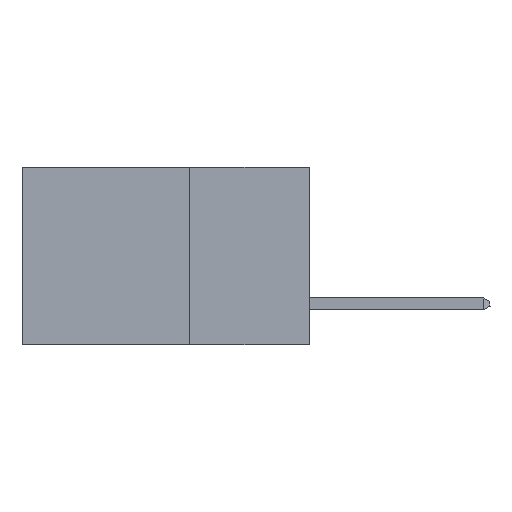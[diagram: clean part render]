
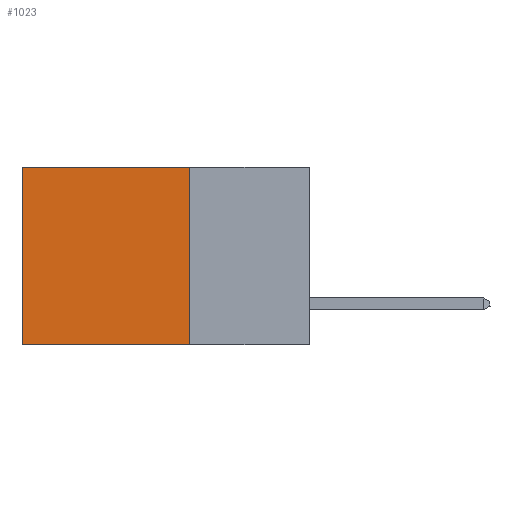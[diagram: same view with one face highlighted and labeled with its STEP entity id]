
A CAD part, left-side view. The second image highlights one B-rep face of the part: STEP entity #1023.
In plain terms, the highlighted planar face has unit normal (-1, 0, 0).
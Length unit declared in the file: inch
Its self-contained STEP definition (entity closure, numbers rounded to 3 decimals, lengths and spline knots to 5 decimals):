
#209 = AXIS2_PLACEMENT_3D ( 'NONE', #21223, #3555, #17763 ) ;
#566 = VECTOR ( 'NONE', #3430, 39.37008 ) ;
#1023 = ADVANCED_FACE ( 'NONE', ( #18732 ), #14203, .F. ) ;
#1347 = CARTESIAN_POINT ( 'NONE',  ( 0.2875, 0.25, 0. ) ) ;
#1354 = ORIENTED_EDGE ( 'NONE', *, *, #14191, .F. ) ;
#2402 = VERTEX_POINT ( 'NONE', #20212 ) ;
#2563 = LINE ( 'NONE', #7036, #14726 ) ;
#3430 = DIRECTION ( 'NONE',  ( 0., 1., 0. ) ) ;
#3555 = DIRECTION ( 'NONE',  ( 1., 0., 0. ) ) ;
#5593 = VERTEX_POINT ( 'NONE', #9540 ) ;
#5646 = VERTEX_POINT ( 'NONE', #22211 ) ;
#7036 = CARTESIAN_POINT ( 'NONE',  ( 0.2875, 0.6, 0. ) ) ;
#7051 = CARTESIAN_POINT ( 'NONE',  ( 0.2875, 0.25, 0. ) ) ;
#7431 = DIRECTION ( 'NONE',  ( 0., 0., -1. ) ) ;
#7961 = LINE ( 'NONE', #13994, #566 ) ;
#8406 = DIRECTION ( 'NONE',  ( 0., 1., 0. ) ) ;
#8707 = VERTEX_POINT ( 'NONE', #15497 ) ;
#9540 = CARTESIAN_POINT ( 'NONE',  ( 0.2875, 0.6, 0. ) ) ;
#10281 = EDGE_CURVE ( 'NONE', #2402, #5593, #12261, .T. ) ;
#10958 = EDGE_LOOP ( 'NONE', ( #16119, #13713, #1354, #20849 ) ) ;
#12261 = LINE ( 'NONE', #1347, #14720 ) ;
#13713 = ORIENTED_EDGE ( 'NONE', *, *, #17403, .F. ) ;
#13994 = CARTESIAN_POINT ( 'NONE',  ( 0.2875, 0.25, -0.37 ) ) ;
#14191 = EDGE_CURVE ( 'NONE', #2402, #8707, #17038, .T. ) ;
#14203 = PLANE ( 'NONE',  #209 ) ;
#14720 = VECTOR ( 'NONE', #8406, 39.37008 ) ;
#14726 = VECTOR ( 'NONE', #21079, 39.37008 ) ;
#15497 = CARTESIAN_POINT ( 'NONE',  ( 0.2875, 0.25, -0.37 ) ) ;
#16119 = ORIENTED_EDGE ( 'NONE', *, *, #21396, .T. ) ;
#17038 = LINE ( 'NONE', #7051, #21547 ) ;
#17403 = EDGE_CURVE ( 'NONE', #8707, #5646, #7961, .T. ) ;
#17763 = DIRECTION ( 'NONE',  ( 0., 0., -1. ) ) ;
#18732 = FACE_OUTER_BOUND ( 'NONE', #10958, .T. ) ;
#20212 = CARTESIAN_POINT ( 'NONE',  ( 0.2875, 0.25, 0. ) ) ;
#20849 = ORIENTED_EDGE ( 'NONE', *, *, #10281, .T. ) ;
#21079 = DIRECTION ( 'NONE',  ( 0., 0., -1. ) ) ;
#21223 = CARTESIAN_POINT ( 'NONE',  ( 0.2875, 0.25, 0. ) ) ;
#21396 = EDGE_CURVE ( 'NONE', #5593, #5646, #2563, .T. ) ;
#21547 = VECTOR ( 'NONE', #7431, 39.37008 ) ;
#22211 = CARTESIAN_POINT ( 'NONE',  ( 0.2875, 0.6, -0.37 ) ) ;
